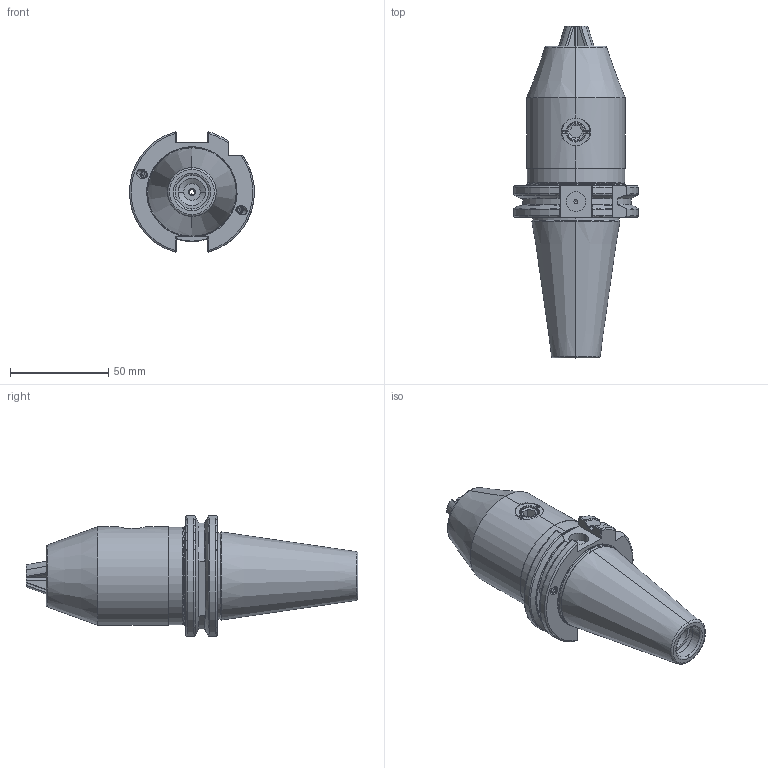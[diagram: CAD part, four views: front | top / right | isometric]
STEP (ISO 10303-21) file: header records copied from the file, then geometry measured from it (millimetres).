
FILE_DESCRIPTION (( 'STEP AP203' ), '1' );
FILE_NAME ('SK22320--.STEP', '2016-12-05T06:21:40', ( '' ), ( '' ), 'SwSTEP 2.0', 'SolidWorks 2013', '' );
FILE_SCHEMA (( 'CONFIG_CONTROL_DESIGN' ));
Length unit declared in the file: millimetre
Products named in the file (14): 1331402-08B; 1332401-103E; SK22320-01B; SB01-8001; 1331402-01F; KR02-9096; 1331402-0200H; 1331402D------; 1331503-03B; 六角承窩頭固定螺栓_M4xP0.7x4L; 1331402-04D; SK22320--; 1331402-05C; 1331402-06F
Assembly tree (18 placements, depth 3):
  SK22320--
    SK22320-01B
    1331402D------
      1331402-01F
      1331402-0200H
      1331503-03B
      1331402-04D
      1331402-05C
      1331402-06F
      1331402-08B
      1332401-103E  x3
      SB01-8001
      KR02-9096
    六角承窩頭固定螺栓_M4xP0.7x4L  x4
Bounding box: 63.42 x 168.8 x 61.22 mm (x, y, z)
Volume: 202000 mm3; surface area: 74129.1 mm2
Topology: 17 solids, 17 shells, 1112 faces, 2966 edges, 1890 vertices
Faces by surface type: cylinder 386, plane 364, cone 236, torus 91, bspline 35
Entity records: 39169 total; most frequent: CARTESIAN_POINT 14243, ORIENTED_EDGE 5408, DIRECTION 4317, EDGE_CURVE 2704, AXIS2_PLACEMENT_3D 1770, VERTEX_POINT 1734, EDGE_LOOP 1072, FACE_OUTER_BOUND 1011
